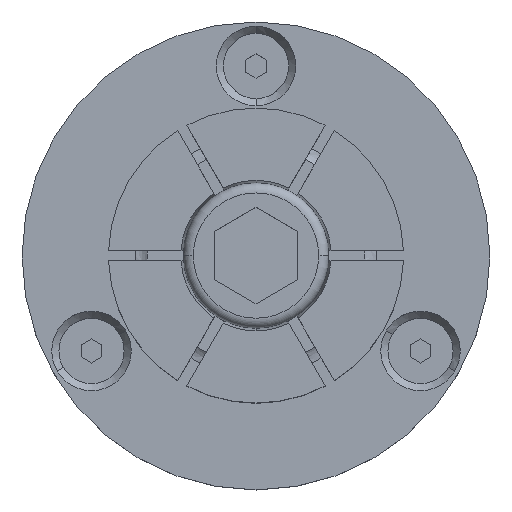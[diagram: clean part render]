
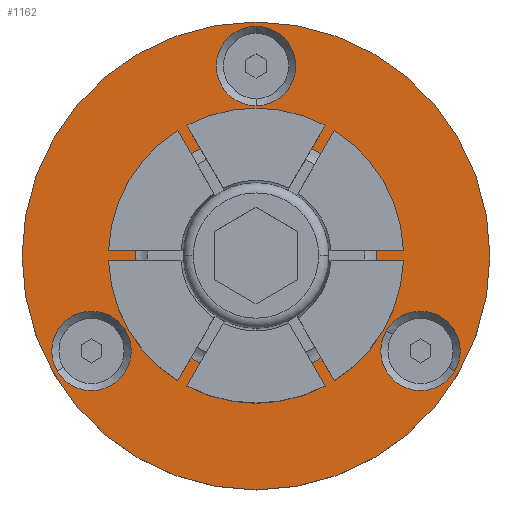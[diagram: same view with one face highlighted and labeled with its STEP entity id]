
A CAD part, top view. The second image highlights one B-rep face of the part: STEP entity #1162.
In plain terms, the highlighted planar face has unit normal (0, 0, 1).
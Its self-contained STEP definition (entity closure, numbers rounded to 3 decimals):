
#18 = DIRECTION ( 'NONE',  ( 0., 0., -1. ) ) ;
#23 = FACE_OUTER_BOUND ( 'NONE', #3349, .T. ) ;
#78 = CIRCLE ( 'NONE', #1345, 4.762 ) ;
#125 = VERTEX_POINT ( 'NONE', #2610 ) ;
#329 = CARTESIAN_POINT ( 'NONE',  ( 0., -14.478, 6.35 ) ) ;
#335 = CARTESIAN_POINT ( 'NONE',  ( 15.563, -8.985, 6.35 ) ) ;
#384 = EDGE_CURVE ( 'NONE', #3005, #3739, #4315, .T. ) ;
#426 = AXIS2_PLACEMENT_3D ( 'NONE', #4591, #1945, #3291 ) ;
#557 = VERTEX_POINT ( 'NONE', #5208 ) ;
#718 = ORIENTED_EDGE ( 'NONE', *, *, #2215, .T. ) ;
#726 = EDGE_CURVE ( 'NONE', #5625, #557, #2148, .T. ) ;
#763 = EDGE_LOOP ( 'NONE', ( #1216, #2869 ) ) ;
#792 = FACE_BOUND ( 'NONE', #5435, .T. ) ;
#891 = ORIENTED_EDGE ( 'NONE', *, *, #726, .F. ) ;
#937 = CARTESIAN_POINT ( 'NONE',  ( 28., 0., 6.35 ) ) ;
#1082 = EDGE_CURVE ( 'NONE', #3079, #2184, #4576, .T. ) ;
#1095 = CARTESIAN_POINT ( 'NONE',  ( -23.812, -13.748, 6.35 ) ) ;
#1113 = DIRECTION ( 'NONE',  ( 0.866, -0.5, 0. ) ) ;
#1135 = CARTESIAN_POINT ( 'NONE',  ( -19.687, -11.367, 6.35 ) ) ;
#1162 = ADVANCED_FACE ( 'NONE', ( #1799, #1948, #792, #1539, #23 ), #4856, .T. ) ;
#1196 = CARTESIAN_POINT ( 'NONE',  ( 0., 22.733, 6.35 ) ) ;
#1216 = ORIENTED_EDGE ( 'NONE', *, *, #384, .T. ) ;
#1345 = AXIS2_PLACEMENT_3D ( 'NONE', #4026, #4128, #5045 ) ;
#1363 = AXIS2_PLACEMENT_3D ( 'NONE', #1135, #3796, #4215 ) ;
#1441 = DIRECTION ( 'NONE',  ( 0., 0., -1. ) ) ;
#1458 = CIRCLE ( 'NONE', #426, 4.762 ) ;
#1479 = ORIENTED_EDGE ( 'NONE', *, *, #1881, .T. ) ;
#1521 = EDGE_CURVE ( 'NONE', #3909, #125, #3761, .T. ) ;
#1539 = FACE_BOUND ( 'NONE', #5137, .T. ) ;
#1561 = DIRECTION ( 'NONE',  ( 0., 0., -1. ) ) ;
#1666 = CIRCLE ( 'NONE', #4232, 28. ) ;
#1794 = CARTESIAN_POINT ( 'NONE',  ( 0., 17.971, 6.35 ) ) ;
#1799 = FACE_BOUND ( 'NONE', #3415, .T. ) ;
#1881 = EDGE_CURVE ( 'NONE', #3165, #5516, #1458, .T. ) ;
#1921 = EDGE_CURVE ( 'NONE', #557, #5625, #1666, .T. ) ;
#1925 = CARTESIAN_POINT ( 'NONE',  ( 0., 0., 6.35 ) ) ;
#1945 = DIRECTION ( 'NONE',  ( 0., 0., -1. ) ) ;
#1948 = FACE_BOUND ( 'NONE', #763, .T. ) ;
#1960 = DIRECTION ( 'NONE',  ( 0., 1., 0. ) ) ;
#2001 = CARTESIAN_POINT ( 'NONE',  ( 19.687, -11.366, 6.35 ) ) ;
#2071 = CIRCLE ( 'NONE', #2410, 14.478 ) ;
#2148 = CIRCLE ( 'NONE', #2361, 28. ) ;
#2180 = ORIENTED_EDGE ( 'NONE', *, *, #4806, .T. ) ;
#2184 = VERTEX_POINT ( 'NONE', #3518 ) ;
#2215 = EDGE_CURVE ( 'NONE', #125, #3909, #5669, .T. ) ;
#2237 = ORIENTED_EDGE ( 'NONE', *, *, #1921, .F. ) ;
#2286 = AXIS2_PLACEMENT_3D ( 'NONE', #937, #4915, #3629 ) ;
#2324 = ORIENTED_EDGE ( 'NONE', *, *, #1521, .T. ) ;
#2361 = AXIS2_PLACEMENT_3D ( 'NONE', #4986, #1441, #3679 ) ;
#2389 = DIRECTION ( 'NONE',  ( 0., 0., -1. ) ) ;
#2410 = AXIS2_PLACEMENT_3D ( 'NONE', #4207, #4666, #5552 ) ;
#2513 = DIRECTION ( 'NONE',  ( 0., 0., -1. ) ) ;
#2610 = CARTESIAN_POINT ( 'NONE',  ( 0., 27.495, 6.35 ) ) ;
#2660 = ORIENTED_EDGE ( 'NONE', *, *, #1082, .T. ) ;
#2869 = ORIENTED_EDGE ( 'NONE', *, *, #3496, .T. ) ;
#2967 = AXIS2_PLACEMENT_3D ( 'NONE', #2001, #1561, #1113 ) ;
#3005 = VERTEX_POINT ( 'NONE', #1095 ) ;
#3059 = DIRECTION ( 'NONE',  ( 0., 1., 0. ) ) ;
#3079 = VERTEX_POINT ( 'NONE', #329 ) ;
#3165 = VERTEX_POINT ( 'NONE', #5185 ) ;
#3291 = DIRECTION ( 'NONE',  ( 0.866, -0.5, 0. ) ) ;
#3349 = EDGE_LOOP ( 'NONE', ( #2237, #891 ) ) ;
#3384 = AXIS2_PLACEMENT_3D ( 'NONE', #3946, #18, #3059 ) ;
#3415 = EDGE_LOOP ( 'NONE', ( #1479, #2180 ) ) ;
#3496 = EDGE_CURVE ( 'NONE', #3739, #3005, #78, .T. ) ;
#3518 = CARTESIAN_POINT ( 'NONE',  ( 0., 14.478, 6.35 ) ) ;
#3629 = DIRECTION ( 'NONE',  ( 0., -1., 0. ) ) ;
#3675 = EDGE_CURVE ( 'NONE', #2184, #3079, #2071, .T. ) ;
#3679 = DIRECTION ( 'NONE',  ( 0., 1., 0. ) ) ;
#3739 = VERTEX_POINT ( 'NONE', #4241 ) ;
#3761 = CIRCLE ( 'NONE', #4399, 4.762 ) ;
#3796 = DIRECTION ( 'NONE',  ( 0., 0., -1. ) ) ;
#3842 = ORIENTED_EDGE ( 'NONE', *, *, #3675, .T. ) ;
#3909 = VERTEX_POINT ( 'NONE', #1794 ) ;
#3930 = DIRECTION ( 'NONE',  ( 0., 0., -1. ) ) ;
#3946 = CARTESIAN_POINT ( 'NONE',  ( 0., 22.733, 6.35 ) ) ;
#3996 = AXIS2_PLACEMENT_3D ( 'NONE', #4352, #3930, #4797 ) ;
#4026 = CARTESIAN_POINT ( 'NONE',  ( -19.687, -11.367, 6.35 ) ) ;
#4128 = DIRECTION ( 'NONE',  ( 0., 0., -1. ) ) ;
#4207 = CARTESIAN_POINT ( 'NONE',  ( 0., 0., 6.35 ) ) ;
#4215 = DIRECTION ( 'NONE',  ( -0.866, -0.5, 0. ) ) ;
#4232 = AXIS2_PLACEMENT_3D ( 'NONE', #1925, #2389, #1960 ) ;
#4241 = CARTESIAN_POINT ( 'NONE',  ( -15.563, -8.985, 6.35 ) ) ;
#4315 = CIRCLE ( 'NONE', #1363, 4.762 ) ;
#4352 = CARTESIAN_POINT ( 'NONE',  ( 0., 0., 6.35 ) ) ;
#4399 = AXIS2_PLACEMENT_3D ( 'NONE', #1196, #2513, #5563 ) ;
#4576 = CIRCLE ( 'NONE', #3996, 14.478 ) ;
#4591 = CARTESIAN_POINT ( 'NONE',  ( 19.687, -11.366, 6.35 ) ) ;
#4666 = DIRECTION ( 'NONE',  ( 0., 0., -1. ) ) ;
#4797 = DIRECTION ( 'NONE',  ( 0., 1., 0. ) ) ;
#4806 = EDGE_CURVE ( 'NONE', #5516, #3165, #5387, .T. ) ;
#4856 = PLANE ( 'NONE',  #2286 ) ;
#4915 = DIRECTION ( 'NONE',  ( 0., 0., 1. ) ) ;
#4986 = CARTESIAN_POINT ( 'NONE',  ( 0., 0., 6.35 ) ) ;
#5045 = DIRECTION ( 'NONE',  ( -0.866, -0.5, 0. ) ) ;
#5137 = EDGE_LOOP ( 'NONE', ( #3842, #2660 ) ) ;
#5185 = CARTESIAN_POINT ( 'NONE',  ( 23.812, -13.748, 6.35 ) ) ;
#5208 = CARTESIAN_POINT ( 'NONE',  ( 0., 28., 6.35 ) ) ;
#5387 = CIRCLE ( 'NONE', #2967, 4.762 ) ;
#5435 = EDGE_LOOP ( 'NONE', ( #718, #2324 ) ) ;
#5516 = VERTEX_POINT ( 'NONE', #335 ) ;
#5552 = DIRECTION ( 'NONE',  ( 0., 1., 0. ) ) ;
#5563 = DIRECTION ( 'NONE',  ( 0., 1., 0. ) ) ;
#5625 = VERTEX_POINT ( 'NONE', #5694 ) ;
#5669 = CIRCLE ( 'NONE', #3384, 4.762 ) ;
#5694 = CARTESIAN_POINT ( 'NONE',  ( 0., -28., 6.35 ) ) ;
